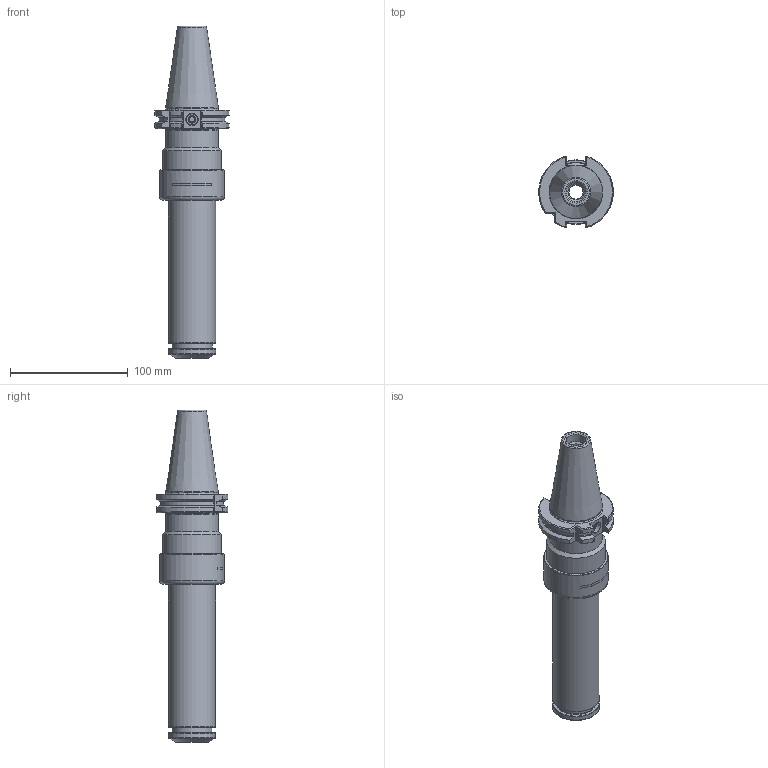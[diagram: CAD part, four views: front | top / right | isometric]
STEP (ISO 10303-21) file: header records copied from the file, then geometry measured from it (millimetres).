
FILE_DESCRIPTION(/* description */ (''),/* implementation_level */ '2;1');
FILE_NAME(/* name */ '884276050.stp',/* time_stamp */ '2023-03-15T12:08:01',/* author */ ('Ratnasingam Jekanthan'),/* organization */ ('REGO-FIX'),/* preprocessor_version */ ' Unknown',/* originating_system */ 'SIEMENS PLM Software Solid Edge ST10',/* authorization */ 'Unknown');
FILE_SCHEMA (('AUTOMOTIVE_DESIGN { 1 0 10303 214 2 1 1}'));
Length unit declared in the file: millimetre
Products named in the file (1): NOCUT
Bounding box: 63.35 x 61.01 x 282.25 mm (x, y, z)
Volume: 328880.4 mm3; surface area: 69600.7 mm2
Topology: 1 solids, 3 shells, 174 faces, 415 edges, 257 vertices
Faces by surface type: plane 56, cylinder 48, cone 43, torus 26, bspline 1
Full cylindrical faces by diameter (mm): 6 x1, 10 x1, 12 x1, 13.835 x2, 14 x1, 17 x1, 25 x1, 30.5 x1, 31.6 x1, 33 x1, 34 x1, 40 x2, 40.2 x1, 42 x1, 44.15 x1, 44.45 x1, 45 x1, 48.376 x2, 50 x1, 50.05 x1, 51.3 x1, 54.8 x1
Entity records: 5839 total; most frequent: CARTESIAN_POINT 945, DIRECTION 777, ORIENTED_EDGE 648, AXIS2_PLACEMENT_3D 332, EDGE_CURVE 324, EDGE_LOOP 267, FACE_BOUND 267, VERTEX_POINT 241
